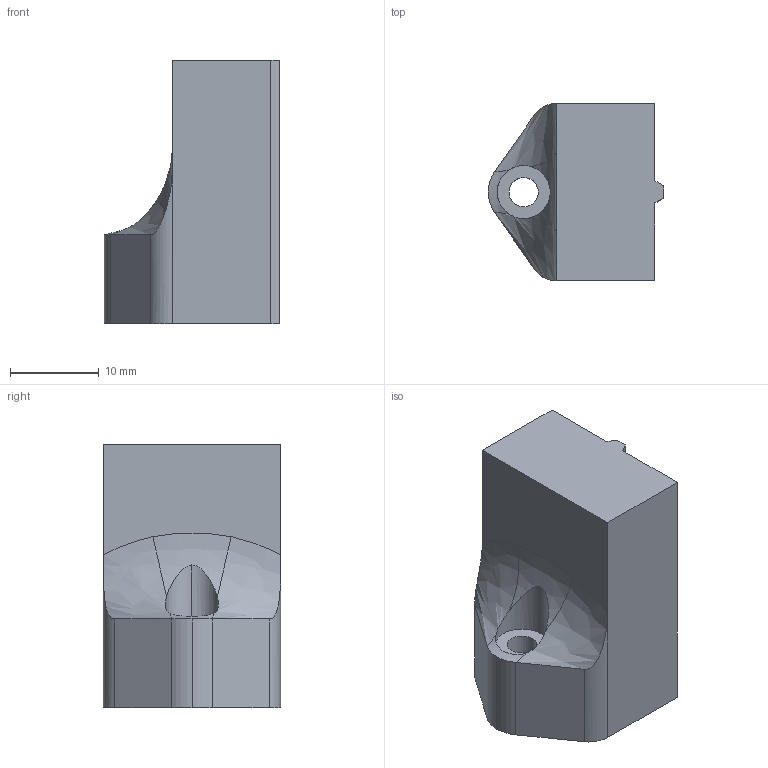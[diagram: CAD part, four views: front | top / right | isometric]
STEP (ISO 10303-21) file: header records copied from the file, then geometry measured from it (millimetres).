
FILE_DESCRIPTION (( 'STEP AP214' ), '1' );
FILE_NAME ('support_belt_bearing.STEP', '2025-01-12T00:04:12', ( '' ), ( '' ), 'SwSTEP 2.0', 'SolidWorks 2024', '' );
FILE_SCHEMA (( 'AUTOMOTIVE_DESIGN' ));
Length unit declared in the file: millimetre
Products named in the file (1): support_belt_bearing
Bounding box: 19.8 x 20 x 29.7 mm (x, y, z)
Volume: 7760.7 mm3; surface area: 2665.7 mm2
Topology: 1 solids, 1 shells, 25 faces, 65 edges, 42 vertices
Faces by surface type: plane 13, cylinder 8, bspline 4
Entity records: 1021 total; most frequent: CARTESIAN_POINT 402, ORIENTED_EDGE 130, DIRECTION 114, EDGE_CURVE 65, VERTEX_POINT 42, LINE 38, AXIS2_PLACEMENT_3D 38, VECTOR 38
